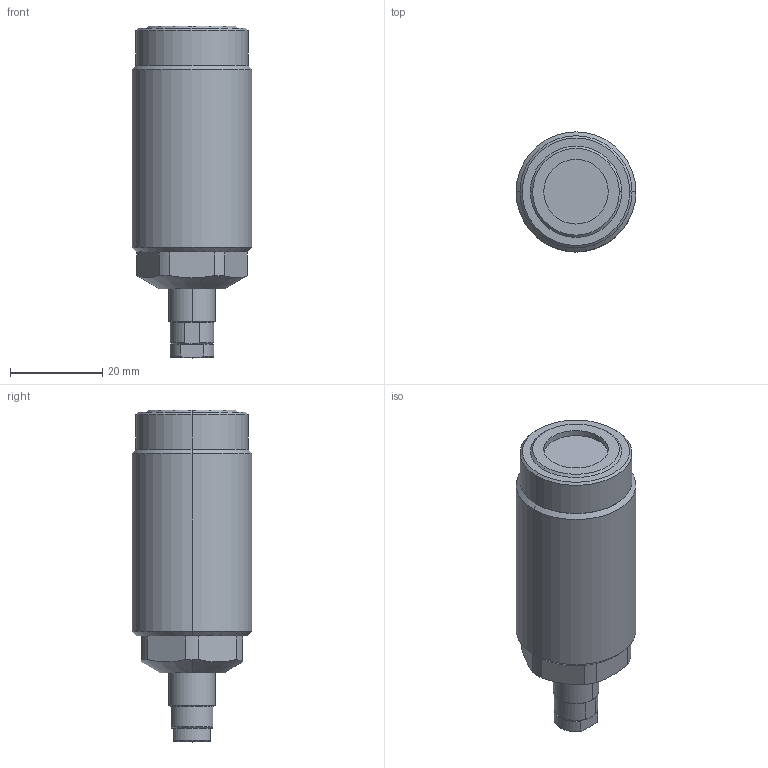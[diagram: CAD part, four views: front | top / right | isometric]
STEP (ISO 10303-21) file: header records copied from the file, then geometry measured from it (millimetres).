
FILE_DESCRIPTION (( 'STEP AP203' ), '1' );
FILE_NAME ('HSP-26AL-S.STEP', '2023-05-20T03:49:49', ( '微软用户' ), ( '微软中国' ), 'SwSTEP 2.0', 'SolidWorks 2012', '' );
FILE_SCHEMA (( 'CONFIG_CONTROL_DESIGN' ));
Length unit declared in the file: millimetre
Products named in the file (4): HSP-26BL-埴芛蹟邡; HSP-26AL-S活塞杆; HSP-26AL-S掛极; HSP-26AL-S
Assembly tree (3 placements, depth 2):
  HSP-26AL-S
    HSP-26AL-S掛极
    HSP-26AL-S活塞杆
    HSP-26BL-埴芛蹟邡
Bounding box: 26 x 26 x 72 mm (x, y, z)
Volume: 28981.5 mm3; surface area: 7464.2 mm2
Topology: 3 solids, 3 shells, 83 faces, 179 edges, 108 vertices
Faces by surface type: plane 30, cylinder 29, cone 20, sphere 2, torus 2
Entity records: 2741 total; most frequent: CARTESIAN_POINT 484, DIRECTION 435, ORIENTED_EDGE 354, AXIS2_PLACEMENT_3D 183, EDGE_CURVE 177, VERTEX_POINT 108, CIRCLE 94, EDGE_LOOP 91
